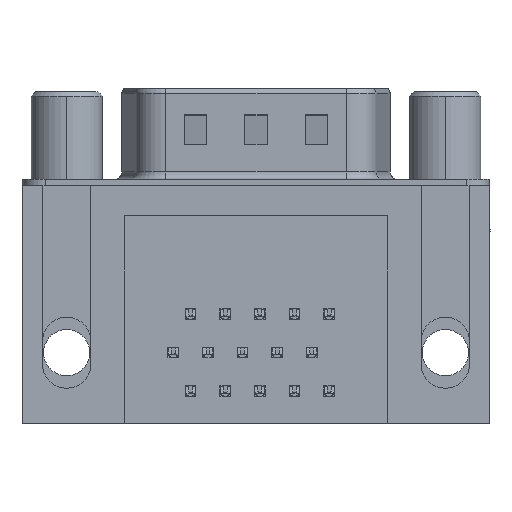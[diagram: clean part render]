
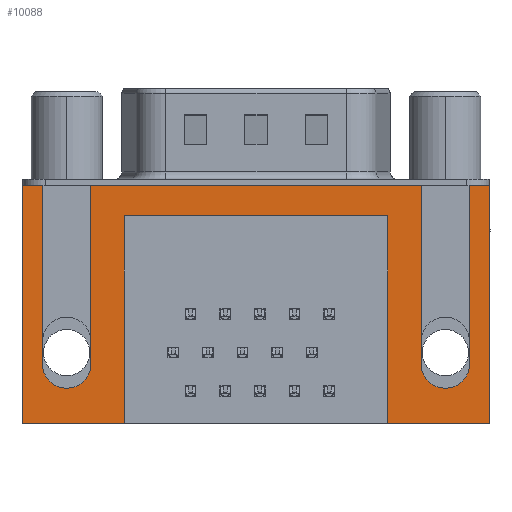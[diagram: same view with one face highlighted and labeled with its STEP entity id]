
A CAD part, front view. The second image highlights one B-rep face of the part: STEP entity #10088.
In plain terms, the highlighted planar face has unit normal (0, -1, 0).
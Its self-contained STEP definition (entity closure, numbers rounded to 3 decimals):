
#449 = DIRECTION ( 'NONE',  ( 0., 0., -1. ) ) ;
#554 = CARTESIAN_POINT ( 'NONE',  ( 21.2, -6.275, -15.7 ) ) ;
#559 = ORIENTED_EDGE ( 'NONE', *, *, #17163, .F. ) ;
#615 = EDGE_CURVE ( 'NONE', #11726, #7699, #16218, .T. ) ;
#662 = ORIENTED_EDGE ( 'NONE', *, *, #17641, .F. ) ;
#705 = CARTESIAN_POINT ( 'NONE',  ( 21.2, -6.275, -2. ) ) ;
#741 = CARTESIAN_POINT ( 'NONE',  ( -1.6, -6.275, 0. ) ) ;
#773 = ORIENTED_EDGE ( 'NONE', *, *, #3255, .F. ) ;
#884 = ORIENTED_EDGE ( 'NONE', *, *, #12666, .F. ) ;
#1417 = ORIENTED_EDGE ( 'NONE', *, *, #18609, .F. ) ;
#1429 = FACE_OUTER_BOUND ( 'NONE', #16787, .T. ) ;
#1639 = VERTEX_POINT ( 'NONE', #16009 ) ;
#2643 = CARTESIAN_POINT ( 'NONE',  ( 0., -6.275, -11.78 ) ) ;
#2776 = VECTOR ( 'NONE', #7730, 1000. ) ;
#2954 = EDGE_CURVE ( 'NONE', #15193, #6102, #3991, .T. ) ;
#3054 = CARTESIAN_POINT ( 'NONE',  ( 3.79, -6.275, -2. ) ) ;
#3124 = CARTESIAN_POINT ( 'NONE',  ( 1.6, -6.275, -11.78 ) ) ;
#3234 = VECTOR ( 'NONE', #15385, 1000. ) ;
#3255 = EDGE_CURVE ( 'NONE', #17295, #10209, #11954, .T. ) ;
#3347 = LINE ( 'NONE', #3652, #11071 ) ;
#3362 = VECTOR ( 'NONE', #16190, 1000. ) ;
#3623 = ORIENTED_EDGE ( 'NONE', *, *, #10667, .F. ) ;
#3624 = VERTEX_POINT ( 'NONE', #16604 ) ;
#3652 = CARTESIAN_POINT ( 'NONE',  ( -2.91, -6.275, 0. ) ) ;
#3743 = CARTESIAN_POINT ( 'NONE',  ( 1.6, -6.275, 0. ) ) ;
#3751 = LINE ( 'NONE', #13764, #11473 ) ;
#3915 = EDGE_CURVE ( 'NONE', #3624, #7699, #7846, .T. ) ;
#3962 = ORIENTED_EDGE ( 'NONE', *, *, #12634, .F. ) ;
#3991 = LINE ( 'NONE', #18336, #11712 ) ;
#4012 = LINE ( 'NONE', #705, #15363 ) ;
#4197 = DIRECTION ( 'NONE',  ( 0., 0., -1. ) ) ;
#4420 = VECTOR ( 'NONE', #9277, 1000. ) ;
#4515 = CARTESIAN_POINT ( 'NONE',  ( 0., -6.275, -13.38 ) ) ;
#4709 = EDGE_CURVE ( 'NONE', #8244, #8003, #8536, .T. ) ;
#4776 = LINE ( 'NONE', #8278, #12492 ) ;
#4795 = DIRECTION ( 'NONE',  ( 0., -1., 0. ) ) ;
#5003 = DIRECTION ( 'NONE',  ( 1., 0., 0. ) ) ;
#5053 = CARTESIAN_POINT ( 'NONE',  ( -2.91, -6.275, -2.5 ) ) ;
#5055 = CARTESIAN_POINT ( 'NONE',  ( -2.91, -6.275, 0. ) ) ;
#5217 = DIRECTION ( 'NONE',  ( 1., 0., 0. ) ) ;
#5270 = CARTESIAN_POINT ( 'NONE',  ( 27.9, -6.275, -2.5 ) ) ;
#5378 = DIRECTION ( 'NONE',  ( 0., 0., 1. ) ) ;
#5393 = DIRECTION ( 'NONE',  ( 0., -1., 0. ) ) ;
#5709 = CARTESIAN_POINT ( 'NONE',  ( 0., -6.275, -11.78 ) ) ;
#5808 = ORIENTED_EDGE ( 'NONE', *, *, #16272, .F. ) ;
#5862 = EDGE_CURVE ( 'NONE', #10209, #15193, #16896, .T. ) ;
#6049 = ORIENTED_EDGE ( 'NONE', *, *, #615, .T. ) ;
#6102 = VERTEX_POINT ( 'NONE', #13245 ) ;
#6166 = ORIENTED_EDGE ( 'NONE', *, *, #3915, .F. ) ;
#6167 = EDGE_CURVE ( 'NONE', #16386, #17915, #17623, .T. ) ;
#6616 = ORIENTED_EDGE ( 'NONE', *, *, #6167, .F. ) ;
#7030 = CIRCLE ( 'NONE', #17433, 1.6 ) ;
#7284 = DIRECTION ( 'NONE',  ( 0., 0., -1. ) ) ;
#7393 = LINE ( 'NONE', #19973, #2776 ) ;
#7395 = VECTOR ( 'NONE', #19698, 1000. ) ;
#7492 = LINE ( 'NONE', #741, #3362 ) ;
#7699 = VERTEX_POINT ( 'NONE', #9630 ) ;
#7730 = DIRECTION ( 'NONE',  ( -1., 0., 0. ) ) ;
#7846 = LINE ( 'NONE', #14231, #16038 ) ;
#7889 = CARTESIAN_POINT ( 'NONE',  ( 3.79, -6.275, -2. ) ) ;
#7966 = VERTEX_POINT ( 'NONE', #19546 ) ;
#8003 = VERTEX_POINT ( 'NONE', #18136 ) ;
#8063 = AXIS2_PLACEMENT_3D ( 'NONE', #5709, #16480, #7284 ) ;
#8168 = PLANE ( 'NONE',  #10690 ) ;
#8244 = VERTEX_POINT ( 'NONE', #7889 ) ;
#8278 = CARTESIAN_POINT ( 'NONE',  ( 26.59, -6.275, 0. ) ) ;
#8536 = LINE ( 'NONE', #3054, #4420 ) ;
#8891 = LINE ( 'NONE', #9733, #16593 ) ;
#8906 = AXIS2_PLACEMENT_3D ( 'NONE', #14589, #5393, #16170 ) ;
#8907 = VERTEX_POINT ( 'NONE', #14036 ) ;
#9260 = CARTESIAN_POINT ( 'NONE',  ( 27.9, -6.275, -15.7 ) ) ;
#9277 = DIRECTION ( 'NONE',  ( 0., 0., -1. ) ) ;
#9365 = EDGE_CURVE ( 'NONE', #8003, #19850, #10961, .T. ) ;
#9630 = CARTESIAN_POINT ( 'NONE',  ( 27.9, -6.275, 0. ) ) ;
#9677 = EDGE_CURVE ( 'NONE', #6102, #8907, #12989, .T. ) ;
#9702 = DIRECTION ( 'NONE',  ( 0., -1., 0. ) ) ;
#9733 = CARTESIAN_POINT ( 'NONE',  ( 3.79, -6.275, -2. ) ) ;
#10088 = ADVANCED_FACE ( 'NONE', ( #1429 ), #8168, .T. ) ;
#10209 = VERTEX_POINT ( 'NONE', #3743 ) ;
#10473 = VERTEX_POINT ( 'NONE', #12595 ) ;
#10667 = EDGE_CURVE ( 'NONE', #8907, #1639, #11775, .T. ) ;
#10690 = AXIS2_PLACEMENT_3D ( 'NONE', #5053, #9702, #449 ) ;
#10961 = LINE ( 'NONE', #9260, #3234 ) ;
#11013 = VERTEX_POINT ( 'NONE', #12781 ) ;
#11071 = VECTOR ( 'NONE', #5217, 1000. ) ;
#11100 = DIRECTION ( 'NONE',  ( 0., 0., -1. ) ) ;
#11280 = DIRECTION ( 'NONE',  ( -1., 0., 0. ) ) ;
#11473 = VECTOR ( 'NONE', #12214, 1000. ) ;
#11712 = VECTOR ( 'NONE', #11100, 1000. ) ;
#11726 = VERTEX_POINT ( 'NONE', #19265 ) ;
#11775 = CIRCLE ( 'NONE', #8906, 1.6 ) ;
#11793 = CARTESIAN_POINT ( 'NONE',  ( 23.39, -6.275, 0. ) ) ;
#11954 = LINE ( 'NONE', #16840, #7395 ) ;
#12214 = DIRECTION ( 'NONE',  ( 0., 0., 1. ) ) ;
#12256 = VERTEX_POINT ( 'NONE', #554 ) ;
#12492 = VECTOR ( 'NONE', #12828, 1000. ) ;
#12595 = CARTESIAN_POINT ( 'NONE',  ( -2.91, -6.275, 0. ) ) ;
#12634 = EDGE_CURVE ( 'NONE', #19850, #10473, #3751, .T. ) ;
#12666 = EDGE_CURVE ( 'NONE', #11726, #12256, #7393, .T. ) ;
#12733 = ORIENTED_EDGE ( 'NONE', *, *, #2954, .F. ) ;
#12781 = CARTESIAN_POINT ( 'NONE',  ( 21.2, -6.275, -2. ) ) ;
#12828 = DIRECTION ( 'NONE',  ( 0., 0., 1. ) ) ;
#12989 = CIRCLE ( 'NONE', #16632, 1.6 ) ;
#13234 = CARTESIAN_POINT ( 'NONE',  ( -1.6, -6.275, -11.78 ) ) ;
#13245 = CARTESIAN_POINT ( 'NONE',  ( 23.39, -6.275, -11.78 ) ) ;
#13432 = DIRECTION ( 'NONE',  ( 0., -1., 0. ) ) ;
#13734 = ORIENTED_EDGE ( 'NONE', *, *, #15005, .F. ) ;
#13764 = CARTESIAN_POINT ( 'NONE',  ( -2.91, -6.275, -2.5 ) ) ;
#14019 = CARTESIAN_POINT ( 'NONE',  ( 24.99, -6.275, -11.78 ) ) ;
#14036 = CARTESIAN_POINT ( 'NONE',  ( 24.99, -6.275, -13.38 ) ) ;
#14231 = CARTESIAN_POINT ( 'NONE',  ( -2.91, -6.275, 0. ) ) ;
#14589 = CARTESIAN_POINT ( 'NONE',  ( 24.99, -6.275, -11.78 ) ) ;
#15005 = EDGE_CURVE ( 'NONE', #10473, #7966, #3347, .T. ) ;
#15134 = ORIENTED_EDGE ( 'NONE', *, *, #9677, .F. ) ;
#15193 = VERTEX_POINT ( 'NONE', #11793 ) ;
#15363 = VECTOR ( 'NONE', #5378, 1000. ) ;
#15385 = DIRECTION ( 'NONE',  ( -1., 0., 0. ) ) ;
#15433 = ORIENTED_EDGE ( 'NONE', *, *, #4709, .F. ) ;
#15578 = DIRECTION ( 'NONE',  ( 0., 0., 1. ) ) ;
#15742 = VECTOR ( 'NONE', #19666, 1000. ) ;
#15825 = DIRECTION ( 'NONE',  ( 1., 0., 0. ) ) ;
#16009 = CARTESIAN_POINT ( 'NONE',  ( 26.59, -6.275, -11.78 ) ) ;
#16038 = VECTOR ( 'NONE', #5003, 1000. ) ;
#16170 = DIRECTION ( 'NONE',  ( 0., 0., 1. ) ) ;
#16190 = DIRECTION ( 'NONE',  ( 0., 0., -1. ) ) ;
#16218 = LINE ( 'NONE', #5270, #15742 ) ;
#16262 = ORIENTED_EDGE ( 'NONE', *, *, #5862, .F. ) ;
#16272 = EDGE_CURVE ( 'NONE', #12256, #11013, #4012, .T. ) ;
#16386 = VERTEX_POINT ( 'NONE', #13234 ) ;
#16396 = VECTOR ( 'NONE', #15825, 1000. ) ;
#16480 = DIRECTION ( 'NONE',  ( 0., -1., 0. ) ) ;
#16593 = VECTOR ( 'NONE', #11280, 1000. ) ;
#16604 = CARTESIAN_POINT ( 'NONE',  ( 26.59, -6.275, 0. ) ) ;
#16632 = AXIS2_PLACEMENT_3D ( 'NONE', #14019, #4795, #15578 ) ;
#16787 = EDGE_LOOP ( 'NONE', ( #19281, #3623, #15134, #12733, #16262, #773, #559, #6616, #662, #13734, #3962, #17410, #15433, #1417, #5808, #884, #6049, #6166 ) ) ;
#16840 = CARTESIAN_POINT ( 'NONE',  ( 1.6, -6.275, 0. ) ) ;
#16896 = LINE ( 'NONE', #5055, #16396 ) ;
#17163 = EDGE_CURVE ( 'NONE', #17915, #17295, #7030, .T. ) ;
#17213 = CARTESIAN_POINT ( 'NONE',  ( -2.91, -6.275, -15.7 ) ) ;
#17295 = VERTEX_POINT ( 'NONE', #3124 ) ;
#17410 = ORIENTED_EDGE ( 'NONE', *, *, #9365, .F. ) ;
#17433 = AXIS2_PLACEMENT_3D ( 'NONE', #2643, #13432, #4197 ) ;
#17623 = CIRCLE ( 'NONE', #8063, 1.6 ) ;
#17641 = EDGE_CURVE ( 'NONE', #7966, #16386, #7492, .T. ) ;
#17915 = VERTEX_POINT ( 'NONE', #4515 ) ;
#18136 = CARTESIAN_POINT ( 'NONE',  ( 3.79, -6.275, -15.7 ) ) ;
#18336 = CARTESIAN_POINT ( 'NONE',  ( 23.39, -6.275, 0. ) ) ;
#18609 = EDGE_CURVE ( 'NONE', #11013, #8244, #8891, .T. ) ;
#18624 = EDGE_CURVE ( 'NONE', #1639, #3624, #4776, .T. ) ;
#19265 = CARTESIAN_POINT ( 'NONE',  ( 27.9, -6.275, -15.7 ) ) ;
#19281 = ORIENTED_EDGE ( 'NONE', *, *, #18624, .F. ) ;
#19546 = CARTESIAN_POINT ( 'NONE',  ( -1.6, -6.275, 0. ) ) ;
#19666 = DIRECTION ( 'NONE',  ( 0., 0., 1. ) ) ;
#19698 = DIRECTION ( 'NONE',  ( 0., 0., 1. ) ) ;
#19850 = VERTEX_POINT ( 'NONE', #17213 ) ;
#19973 = CARTESIAN_POINT ( 'NONE',  ( 27.9, -6.275, -15.7 ) ) ;
